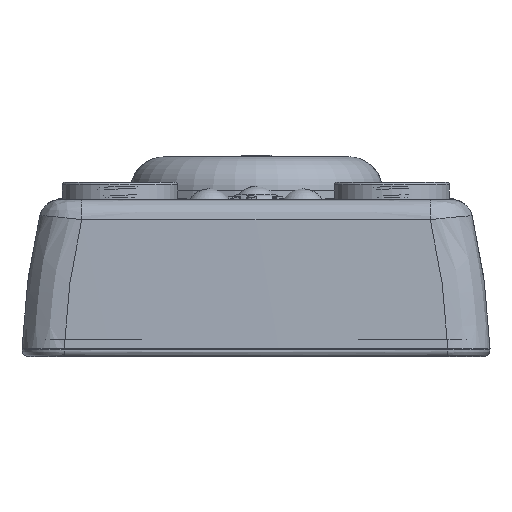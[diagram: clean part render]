
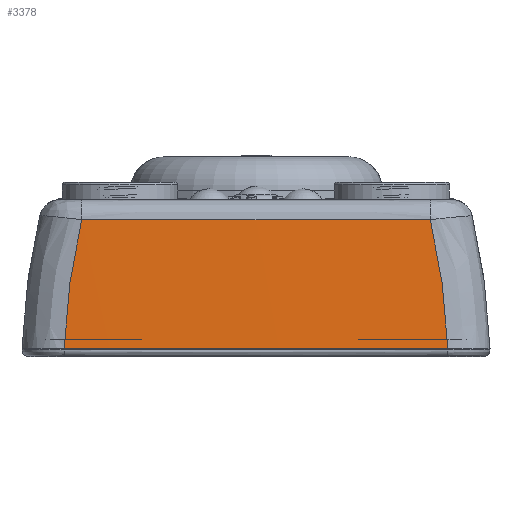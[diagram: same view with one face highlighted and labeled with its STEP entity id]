
A CAD part, front view. The second image highlights one B-rep face of the part: STEP entity #3378.
In plain terms, the highlighted conical face has half-angle 86.906 degrees and reference radius 150 mm.
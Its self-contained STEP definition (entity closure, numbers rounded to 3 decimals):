
#1449=CONICAL_SURFACE('',#27766,150.,86.906);
#2232=FACE_OUTER_BOUND('',#8026,.T.);
#3378=ADVANCED_FACE('',(#2232),#1449,.T.);
#6574=B_SPLINE_CURVE_WITH_KNOTS('',3,(#40208,#40209,#40210,#40211),
 .UNSPECIFIED.,.F.,.F.,(4,4),(0.,1.),.UNSPECIFIED.);
#6575=B_SPLINE_CURVE_WITH_KNOTS('',3,(#40214,#40215,#40216,#40217,#40218,
#40219),.UNSPECIFIED.,.F.,.F.,(4,2,4),(0.,0.5,1.),.UNSPECIFIED.);
#6576=B_SPLINE_CURVE_WITH_KNOTS('',3,(#40221,#40222,#40223,#40224),
 .UNSPECIFIED.,.F.,.F.,(4,4),(0.,1.),.UNSPECIFIED.);
#6577=B_SPLINE_CURVE_WITH_KNOTS('',3,(#40226,#40227,#40228,#40229),
 .UNSPECIFIED.,.F.,.F.,(4,4),(0.,1.),.UNSPECIFIED.);
#6578=B_SPLINE_CURVE_WITH_KNOTS('',3,(#40231,#40232,#40233,#40234,#40235,
#40236),.UNSPECIFIED.,.F.,.F.,(4,2,4),(0.,0.5,1.),.UNSPECIFIED.);
#8026=EDGE_LOOP('',(#10761,#10762,#10763,#10764,#10765));
#10761=ORIENTED_EDGE('',*,*,#20399,.T.);
#10762=ORIENTED_EDGE('',*,*,#20400,.T.);
#10763=ORIENTED_EDGE('',*,*,#20401,.F.);
#10764=ORIENTED_EDGE('',*,*,#20402,.F.);
#10765=ORIENTED_EDGE('',*,*,#20403,.T.);
#17770=VERTEX_POINT('',#40212);
#17771=VERTEX_POINT('',#40213);
#17772=VERTEX_POINT('',#40220);
#17773=VERTEX_POINT('',#40225);
#17774=VERTEX_POINT('',#40230);
#20399=EDGE_CURVE('',#17770,#17771,#6574,.T.);
#20400=EDGE_CURVE('',#17771,#17772,#6575,.T.);
#20401=EDGE_CURVE('',#17773,#17772,#6576,.T.);
#20402=EDGE_CURVE('',#17774,#17773,#6577,.T.);
#20403=EDGE_CURVE('',#17774,#17770,#6578,.T.);
#27766=AXIS2_PLACEMENT_3D('',#40237,#30536,#30537);
#30536=DIRECTION('',(0.,1.,0.));
#30537=DIRECTION('',(0.,0.,-1.));
#40208=CARTESIAN_POINT('',(146.957,108.38,-0.406));
#40209=CARTESIAN_POINT('',(133.254,108.278,-0.404));
#40210=CARTESIAN_POINT('',(119.746,108.278,-0.404));
#40211=CARTESIAN_POINT('',(106.043,108.38,-0.406));
#40212=CARTESIAN_POINT('',(146.957,108.38,-0.406));
#40213=CARTESIAN_POINT('',(106.043,108.38,-0.406));
#40214=CARTESIAN_POINT('',(106.043,108.38,-0.406));
#40215=CARTESIAN_POINT('',(105.455,108.252,-2.882));
#40216=CARTESIAN_POINT('',(104.989,108.122,-5.381));
#40217=CARTESIAN_POINT('',(104.301,107.859,-10.422));
#40218=CARTESIAN_POINT('',(104.08,107.725,-12.958));
#40219=CARTESIAN_POINT('',(103.984,107.591,-15.5));
#40220=CARTESIAN_POINT('',(103.984,107.591,-15.5));
#40221=CARTESIAN_POINT('',(109.333,107.548,-15.5));
#40222=CARTESIAN_POINT('',(107.55,107.56,-15.5));
#40223=CARTESIAN_POINT('',(105.767,107.575,-15.5));
#40224=CARTESIAN_POINT('',(103.984,107.591,-15.5));
#40225=CARTESIAN_POINT('',(109.333,107.548,-15.5));
#40226=CARTESIAN_POINT('',(149.016,107.591,-15.5));
#40227=CARTESIAN_POINT('',(135.788,107.471,-15.5));
#40228=CARTESIAN_POINT('',(122.56,107.456,-15.5));
#40229=CARTESIAN_POINT('',(109.333,107.548,-15.5));
#40230=CARTESIAN_POINT('',(149.016,107.591,-15.5));
#40231=CARTESIAN_POINT('',(149.016,107.591,-15.5));
#40232=CARTESIAN_POINT('',(148.92,107.725,-12.958));
#40233=CARTESIAN_POINT('',(148.699,107.859,-10.422));
#40234=CARTESIAN_POINT('',(148.011,108.122,-5.381));
#40235=CARTESIAN_POINT('',(147.545,108.252,-2.882));
#40236=CARTESIAN_POINT('',(146.957,108.38,-0.406));
#40237=CARTESIAN_POINT('',(126.5,108.445,-147.788));
